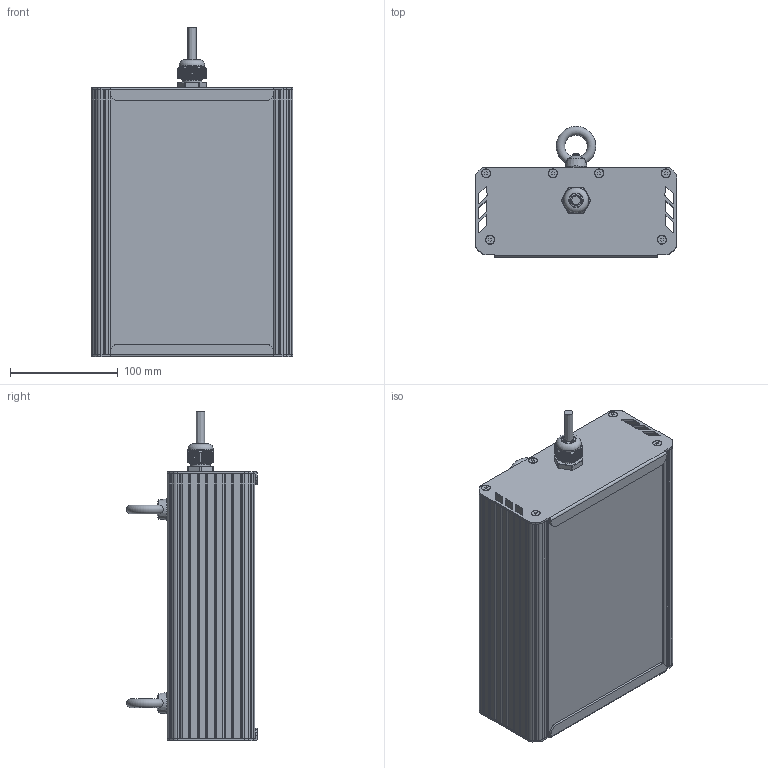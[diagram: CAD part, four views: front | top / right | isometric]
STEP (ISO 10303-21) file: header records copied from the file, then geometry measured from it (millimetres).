
FILE_DESCRIPTION(('STEP AP214'), '1');
FILE_NAME('001.0079.04.000 - ÃÑÏ-Ýêñòðà-20', '2023-11-01T05:27:41', ('Ëóêîíèí'), ('ÎÊÁ Ñâîé Ñòèëü'), 'C3D Converter', 'C3D Toolkit', '');
FILE_SCHEMA(('AUTOMOTIVE_DESIGN { 1 0 10303 214 3 1 1}'));
Length unit declared in the file: millimetre
Products named in the file (25): 001.0079.04.000; 001.0065.02.000
Assembly tree (48 placements, depth 4):
  001.0079.04.000
    (unnamed)
      (unnamed)
      (unnamed)
      (unnamed)
      (unnamed)  x6
      (unnamed)  x6
      (unnamed)
      (unnamed)
      (unnamed)
      (unnamed)
        (unnamed)
      (unnamed)  x2
        (unnamed)
        (unnamed)
        (unnamed)
        (unnamed)
        (unnamed)
        (unnamed)
        (unnamed)
        (unnamed)
        (unnamed)
    001.0065.02.000  x2
      (unnamed)
      (unnamed)
Bounding box: 187.37 x 121.65 x 306.43 mm (x, y, z)
Volume: 775940.1 mm3; surface area: 599269.6 mm2
Topology: 88 solids, 88 shells, 1932 faces, 5351 edges, 3627 vertices
Faces by surface type: plane 1168, cylinder 624, cone 112, torus 13, bspline 13, sphere 2
Full cylindrical faces by diameter (mm): 1 x2, 2 x4, 2.5 x8, 2.8 x50, 3.2 x2, 3.5 x10, 4 x12, 6 x2, 8 x12, 12 x1, 12.5 x1, 16 x1, 18.5 x3, 20 x1, 23.5 x1
Entity records: 91039 total; most frequent: CARTESIAN_POINT 38109, ORIENTED_EDGE 8516, DIRECTION 7644, EDGE_CURVE 4258, VERTEX_POINT 2938, AXIS2_PLACEMENT_3D 2552, LINE 2540, VECTOR 2540
